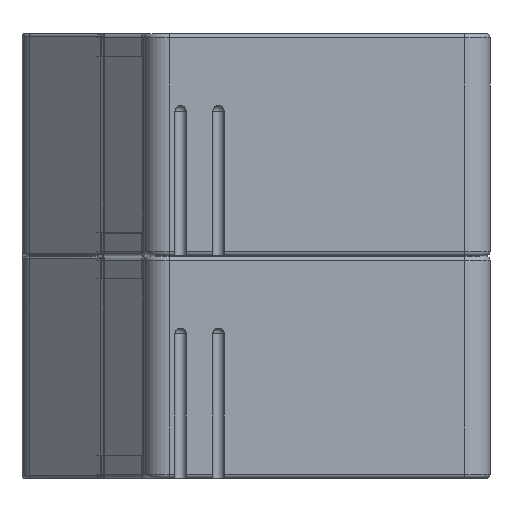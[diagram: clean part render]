
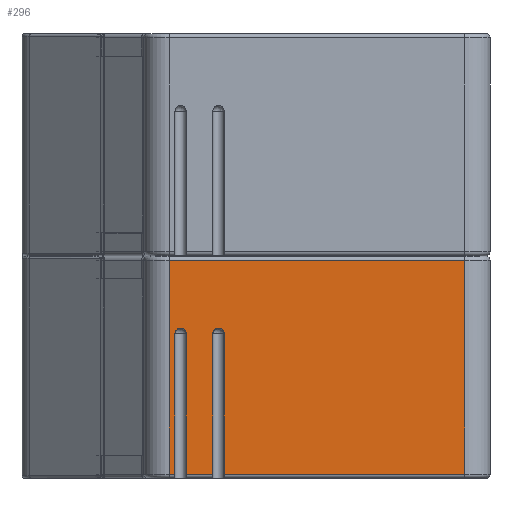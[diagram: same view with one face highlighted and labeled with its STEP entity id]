
A CAD part, left-side view. The second image highlights one B-rep face of the part: STEP entity #296.
In plain terms, the highlighted planar face has unit normal (-1, 0, 0).
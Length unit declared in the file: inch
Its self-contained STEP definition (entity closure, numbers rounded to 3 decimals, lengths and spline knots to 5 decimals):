
#82 = DIRECTION ( 'NONE',  ( 0., 1., 0. ) ) ;
#296 = ADVANCED_FACE ( 'NONE', ( #17380 ), #16358, .F. ) ;
#587 = VERTEX_POINT ( 'NONE', #11994 ) ;
#601 = ORIENTED_EDGE ( 'NONE', *, *, #7900, .F. ) ;
#648 = EDGE_CURVE ( 'NONE', #4109, #10797, #10043, .T. ) ;
#749 = CARTESIAN_POINT ( 'NONE',  ( -3.276, -0.863, 0.27729 ) ) ;
#1320 = EDGE_CURVE ( 'NONE', #6096, #12618, #12534, .T. ) ;
#1447 = CARTESIAN_POINT ( 'NONE',  ( -3.276, -0.595, 0.27729 ) ) ;
#1601 = ORIENTED_EDGE ( 'NONE', *, *, #10334, .T. ) ;
#1638 = DIRECTION ( 'NONE',  ( 1., 0., 0. ) ) ;
#2279 = CARTESIAN_POINT ( 'NONE',  ( -3.276, -2.645, 0.75729 ) ) ;
#2445 = EDGE_CURVE ( 'NONE', #12362, #10465, #15631, .T. ) ;
#2719 = DIRECTION ( 'NONE',  ( 0., 0., -1. ) ) ;
#2773 = ORIENTED_EDGE ( 'NONE', *, *, #1320, .F. ) ;
#2851 = CARTESIAN_POINT ( 'NONE',  ( -3.276, -0.943, 0.27729 ) ) ;
#2921 = CARTESIAN_POINT ( 'NONE',  ( -3.276, -0.555, -0.75729 ) ) ;
#2934 = VECTOR ( 'NONE', #15850, 39.37008 ) ;
#3036 = VECTOR ( 'NONE', #16100, 39.37008 ) ;
#3142 = CARTESIAN_POINT ( 'NONE',  ( -3.276, -0.555, -0.75729 ) ) ;
#3151 = ORIENTED_EDGE ( 'NONE', *, *, #8817, .T. ) ;
#3165 = ORIENTED_EDGE ( 'NONE', *, *, #6845, .T. ) ;
#3179 = ORIENTED_EDGE ( 'NONE', *, *, #4705, .T. ) ;
#3278 = VECTOR ( 'NONE', #12353, 39.37008 ) ;
#3429 = ORIENTED_EDGE ( 'NONE', *, *, #648, .T. ) ;
#3867 = LINE ( 'NONE', #4162, #6206 ) ;
#4043 = LINE ( 'NONE', #5242, #11186 ) ;
#4109 = VERTEX_POINT ( 'NONE', #2279 ) ;
#4162 = CARTESIAN_POINT ( 'NONE',  ( -3.276, -2.645, 0.78729 ) ) ;
#4290 = VECTOR ( 'NONE', #9952, 39.37008 ) ;
#4436 = EDGE_LOOP ( 'NONE', ( #2773, #3165, #11157, #3179, #8631, #12444, #9607, #6535, #1601, #6247, #601, #3429, #8423, #3151 ) ) ;
#4701 = DIRECTION ( 'NONE',  ( 0., 0., -1. ) ) ;
#4705 = EDGE_CURVE ( 'NONE', #7563, #12362, #6738, .T. ) ;
#4805 = VECTOR ( 'NONE', #4701, 39.37008 ) ;
#4932 = CARTESIAN_POINT ( 'NONE',  ( -3.276, -0.555, 0.78729 ) ) ;
#4999 = CARTESIAN_POINT ( 'NONE',  ( -3.276, -0.863, 0.23729 ) ) ;
#5032 = DIRECTION ( 'NONE',  ( 0., 1., 0. ) ) ;
#5123 = LINE ( 'NONE', #749, #4290 ) ;
#5242 = CARTESIAN_POINT ( 'NONE',  ( -3.276, -0.555, -0.75729 ) ) ;
#5445 = VERTEX_POINT ( 'NONE', #2921 ) ;
#5575 = DIRECTION ( 'NONE',  ( 0., 1., 0. ) ) ;
#5699 = EDGE_CURVE ( 'NONE', #10797, #5445, #16118, .T. ) ;
#6096 = VERTEX_POINT ( 'NONE', #6243 ) ;
#6206 = VECTOR ( 'NONE', #2719, 39.37008 ) ;
#6243 = CARTESIAN_POINT ( 'NONE',  ( -3.276, -0.595, 0.23729 ) ) ;
#6247 = ORIENTED_EDGE ( 'NONE', *, *, #9577, .T. ) ;
#6535 = ORIENTED_EDGE ( 'NONE', *, *, #14045, .T. ) ;
#6664 = DIRECTION ( 'NONE',  ( 0., -1., 0. ) ) ;
#6738 = LINE ( 'NONE', #16020, #2934 ) ;
#6845 = EDGE_CURVE ( 'NONE', #6096, #7663, #10433, .T. ) ;
#7337 = DIRECTION ( 'NONE',  ( 0., -1., 0. ) ) ;
#7394 = CIRCLE ( 'NONE', #9311, 0.04 ) ;
#7563 = VERTEX_POINT ( 'NONE', #14232 ) ;
#7663 = VERTEX_POINT ( 'NONE', #17336 ) ;
#7900 = EDGE_CURVE ( 'NONE', #4109, #16002, #3867, .T. ) ;
#8423 = ORIENTED_EDGE ( 'NONE', *, *, #5699, .T. ) ;
#8517 = VECTOR ( 'NONE', #12369, 39.37008 ) ;
#8631 = ORIENTED_EDGE ( 'NONE', *, *, #2445, .T. ) ;
#8753 = CARTESIAN_POINT ( 'NONE',  ( -3.276, -0.943, -0.75729 ) ) ;
#8817 = EDGE_CURVE ( 'NONE', #5445, #12618, #4043, .T. ) ;
#9025 = CARTESIAN_POINT ( 'NONE',  ( -3.276, -0.903, 0.23729 ) ) ;
#9311 = AXIS2_PLACEMENT_3D ( 'NONE', #15423, #16890, #10280 ) ;
#9577 = EDGE_CURVE ( 'NONE', #12643, #16002, #15189, .T. ) ;
#9607 = ORIENTED_EDGE ( 'NONE', *, *, #9608, .T. ) ;
#9608 = EDGE_CURVE ( 'NONE', #13805, #17095, #11887, .T. ) ;
#9952 = DIRECTION ( 'NONE',  ( 0., 0., -1. ) ) ;
#10043 = LINE ( 'NONE', #13213, #16513 ) ;
#10185 = AXIS2_PLACEMENT_3D ( 'NONE', #10881, #12406, #11112 ) ;
#10280 = DIRECTION ( 'NONE',  ( 0., 1., 0. ) ) ;
#10334 = EDGE_CURVE ( 'NONE', #587, #12643, #12719, .T. ) ;
#10433 = CIRCLE ( 'NONE', #10185, 0.04 ) ;
#10465 = VERTEX_POINT ( 'NONE', #13936 ) ;
#10687 = CIRCLE ( 'NONE', #15103, 0.04 ) ;
#10707 = CARTESIAN_POINT ( 'NONE',  ( -3.276, -0.675, -0.75729 ) ) ;
#10797 = VERTEX_POINT ( 'NONE', #13115 ) ;
#10881 = CARTESIAN_POINT ( 'NONE',  ( -3.276, -0.635, 0.23729 ) ) ;
#11112 = DIRECTION ( 'NONE',  ( 0., 1., 0. ) ) ;
#11126 = EDGE_CURVE ( 'NONE', #13805, #10465, #5123, .T. ) ;
#11157 = ORIENTED_EDGE ( 'NONE', *, *, #16838, .T. ) ;
#11186 = VECTOR ( 'NONE', #6664, 39.37008 ) ;
#11555 = DIRECTION ( 'NONE',  ( 1., 0., 0. ) ) ;
#11887 = CIRCLE ( 'NONE', #13315, 0.04 ) ;
#11994 = CARTESIAN_POINT ( 'NONE',  ( -3.276, -0.943, 0.23729 ) ) ;
#12353 = DIRECTION ( 'NONE',  ( 0., 0., -1. ) ) ;
#12362 = VERTEX_POINT ( 'NONE', #10707 ) ;
#12369 = DIRECTION ( 'NONE',  ( 0., -1., 0. ) ) ;
#12406 = DIRECTION ( 'NONE',  ( 1., 0., 0. ) ) ;
#12444 = ORIENTED_EDGE ( 'NONE', *, *, #11126, .F. ) ;
#12534 = LINE ( 'NONE', #1447, #3278 ) ;
#12618 = VERTEX_POINT ( 'NONE', #14303 ) ;
#12643 = VERTEX_POINT ( 'NONE', #8753 ) ;
#12719 = LINE ( 'NONE', #2851, #3036 ) ;
#13115 = CARTESIAN_POINT ( 'NONE',  ( -3.276, -0.555, 0.75729 ) ) ;
#13213 = CARTESIAN_POINT ( 'NONE',  ( -3.276, -0.555, 0.75729 ) ) ;
#13315 = AXIS2_PLACEMENT_3D ( 'NONE', #9025, #11555, #5032 ) ;
#13661 = DIRECTION ( 'NONE',  ( 1., 0., 0. ) ) ;
#13805 = VERTEX_POINT ( 'NONE', #4999 ) ;
#13917 = VECTOR ( 'NONE', #7337, 39.37008 ) ;
#13936 = CARTESIAN_POINT ( 'NONE',  ( -3.276, -0.863, -0.75729 ) ) ;
#14045 = EDGE_CURVE ( 'NONE', #17095, #587, #10687, .T. ) ;
#14232 = CARTESIAN_POINT ( 'NONE',  ( -3.276, -0.675, 0.23729 ) ) ;
#14303 = CARTESIAN_POINT ( 'NONE',  ( -3.276, -0.595, -0.75729 ) ) ;
#14793 = AXIS2_PLACEMENT_3D ( 'NONE', #16595, #1638, #16529 ) ;
#15041 = CARTESIAN_POINT ( 'NONE',  ( -3.276, -0.555, -0.75729 ) ) ;
#15103 = AXIS2_PLACEMENT_3D ( 'NONE', #16162, #13661, #5575 ) ;
#15189 = LINE ( 'NONE', #3142, #13917 ) ;
#15423 = CARTESIAN_POINT ( 'NONE',  ( -3.276, -0.635, 0.23729 ) ) ;
#15631 = LINE ( 'NONE', #15041, #8517 ) ;
#15850 = DIRECTION ( 'NONE',  ( 0., 0., -1. ) ) ;
#16002 = VERTEX_POINT ( 'NONE', #17048 ) ;
#16020 = CARTESIAN_POINT ( 'NONE',  ( -3.276, -0.675, 0.27729 ) ) ;
#16100 = DIRECTION ( 'NONE',  ( 0., 0., -1. ) ) ;
#16118 = LINE ( 'NONE', #4932, #4805 ) ;
#16162 = CARTESIAN_POINT ( 'NONE',  ( -3.276, -0.903, 0.23729 ) ) ;
#16358 = PLANE ( 'NONE',  #14793 ) ;
#16513 = VECTOR ( 'NONE', #82, 39.37008 ) ;
#16529 = DIRECTION ( 'NONE',  ( 0., 1., 0. ) ) ;
#16595 = CARTESIAN_POINT ( 'NONE',  ( -3.276, -0.555, 0.78729 ) ) ;
#16838 = EDGE_CURVE ( 'NONE', #7663, #7563, #7394, .T. ) ;
#16890 = DIRECTION ( 'NONE',  ( 1., 0., 0. ) ) ;
#17048 = CARTESIAN_POINT ( 'NONE',  ( -3.276, -2.645, -0.75729 ) ) ;
#17095 = VERTEX_POINT ( 'NONE', #17356 ) ;
#17336 = CARTESIAN_POINT ( 'NONE',  ( -3.276, -0.635, 0.27729 ) ) ;
#17356 = CARTESIAN_POINT ( 'NONE',  ( -3.276, -0.903, 0.27729 ) ) ;
#17380 = FACE_OUTER_BOUND ( 'NONE', #4436, .T. ) ;
